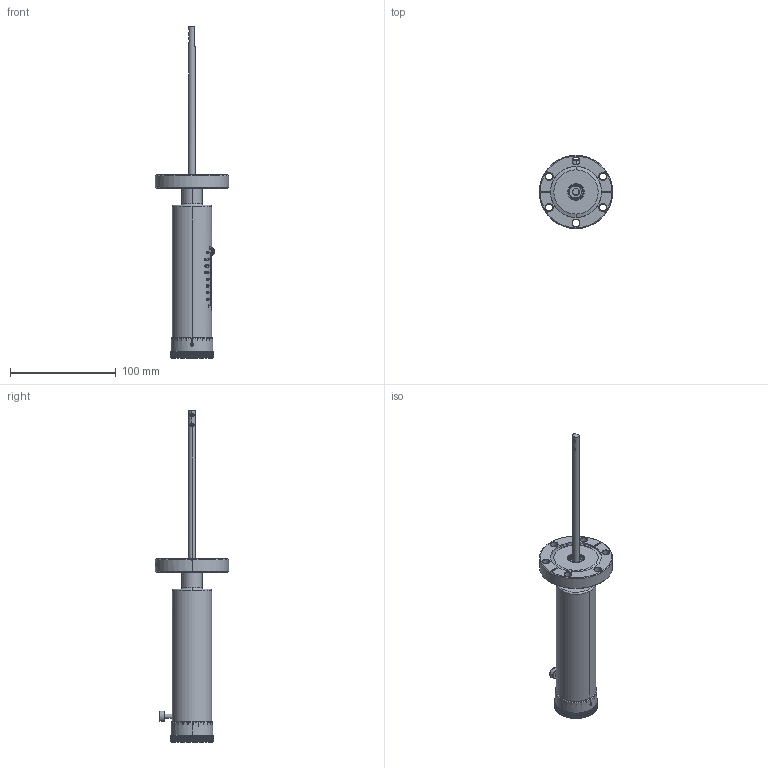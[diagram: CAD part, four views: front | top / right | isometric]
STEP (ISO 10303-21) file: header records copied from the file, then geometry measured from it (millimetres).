
FILE_DESCRIPTION (( 'STEP AP203' ), '1' );
FILE_NAME ('102230.stp', '2018-01-24T16:48:45', ( '' ), ( '' ), 'SwSTEP 2.0', 'SolidWorks 2012', '' );
FILE_SCHEMA (( 'CONFIG_CONTROL_DESIGN' ));
Products named in the file (1): 102230
Bounding box: 69.34 x 69.34 x 314.53 mm (x, y, z)
Volume: 213884 mm3; surface area: 36238.8 mm2
Topology: 1 solids, 1 shells, 2359 faces, 6661 edges, 4424 vertices
Faces by surface type: plane 1318, bspline 671, cylinder 323, cone 47
Entity records: 109681 total; most frequent: CARTESIAN_POINT 53605, ORIENTED_EDGE 13322, DIRECTION 9099, EDGE_CURVE 6661, VERTEX_POINT 4424, LINE 3433, VECTOR 3433, AXIS2_PLACEMENT_3D 2833
